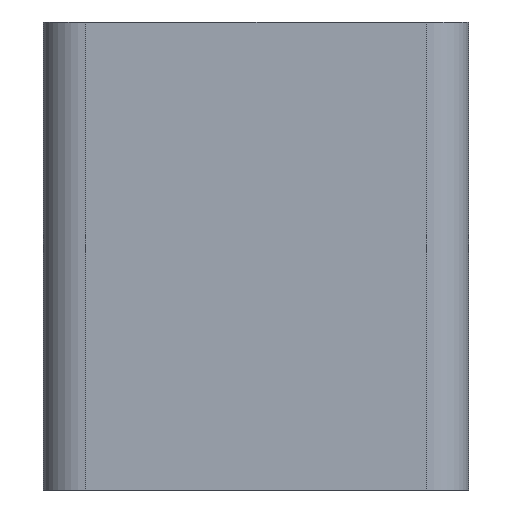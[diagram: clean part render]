
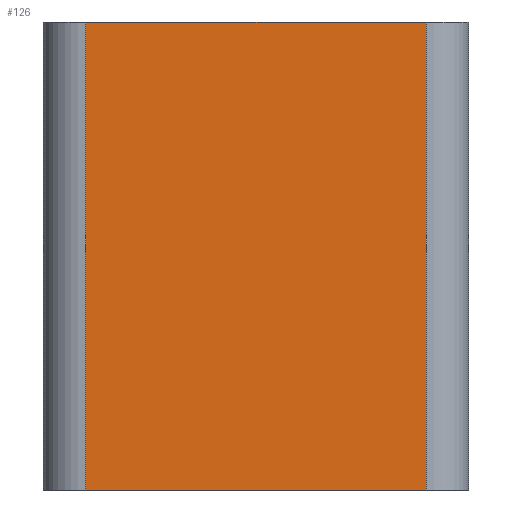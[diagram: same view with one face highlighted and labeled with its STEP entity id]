
A CAD part, left-side view. The second image highlights one B-rep face of the part: STEP entity #126.
In plain terms, the highlighted planar face has unit normal (-1, 0, 0).
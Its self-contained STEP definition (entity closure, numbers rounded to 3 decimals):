
#126=ADVANCED_FACE('',(#1318),#1320,.T.);
#1318=FACE_BOUND('',#1319,.T.);
#1319=EDGE_LOOP('',(#2189,#2190,#2191,#2192));
#1320=PLANE('',#1321);
#1321=AXIS2_PLACEMENT_3D('',#1322,#1323,#1324);
#1322=CARTESIAN_POINT('',(-0.5,0.25,0.));
#1323=DIRECTION('',(-1.,0.,0.));
#1324=DIRECTION('',(0.,-1.,0.));
#2189=ORIENTED_EDGE('',*,*,#3123,.T.);
#2190=ORIENTED_EDGE('',*,*,#3121,.F.);
#2191=ORIENTED_EDGE('',*,*,#3124,.F.);
#2192=ORIENTED_EDGE('',*,*,#3112,.T.);
#3112=EDGE_CURVE('',#3502,#3499,#3503,.T.);
#3121=EDGE_CURVE('',#3515,#3512,#3517,.T.);
#3123=EDGE_CURVE('',#3499,#3512,#3519,.T.);
#3124=EDGE_CURVE('',#3502,#3515,#3520,.T.);
#3499=VERTEX_POINT('',#4171);
#3502=VERTEX_POINT('',#4177);
#3503=LINE('',#4178,#4179);
#3512=VERTEX_POINT('',#4200);
#3515=VERTEX_POINT('',#4208);
#3517=LINE('',#4213,#4214);
#3519=LINE('',#4219,#4220);
#3520=LINE('',#4222,#4223);
#4171=CARTESIAN_POINT('',(-0.5,-0.2,0.));
#4177=CARTESIAN_POINT('',(-0.5,0.2,0.));
#4178=CARTESIAN_POINT('',(-0.5,0.2,0.));
#4179=VECTOR('',#4180,1.);
#4180=DIRECTION('',(0.,-1.,0.));
#4200=CARTESIAN_POINT('',(-0.5,-0.2,0.55));
#4208=CARTESIAN_POINT('',(-0.5,0.2,0.55));
#4213=CARTESIAN_POINT('',(-0.5,0.2,0.55));
#4214=VECTOR('',#4215,1.);
#4215=DIRECTION('',(0.,-1.,0.));
#4219=CARTESIAN_POINT('',(-0.5,-0.2,0.));
#4220=VECTOR('',#4221,1.);
#4221=DIRECTION('',(0.,0.,1.));
#4222=CARTESIAN_POINT('',(-0.5,0.2,0.));
#4223=VECTOR('',#4224,1.);
#4224=DIRECTION('',(0.,0.,1.));
